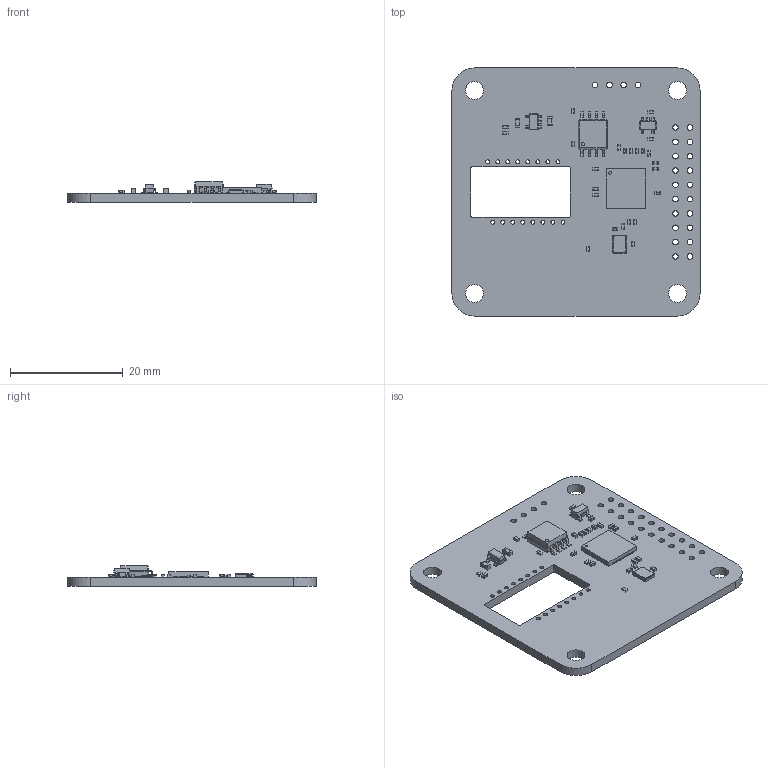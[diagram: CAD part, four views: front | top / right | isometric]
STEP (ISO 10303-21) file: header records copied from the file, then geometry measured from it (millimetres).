
FILE_DESCRIPTION(('KiCad electronic assembly'),'2;1');
FILE_NAME('Trackball.step','2021-10-07T01:37:01',('An Author'),( 'A Company'),'Open CASCADE STEP processor 6.9', 'KiCad to STEP converter','Unknown');
FILE_SCHEMA(('AUTOMOTIVE_DESIGN { 1 0 10303 214 1 1 1 1 }'));
Length unit declared in the file: millimetre
Products named in the file (16): Open CASCADE STEP translator 6.9 1; SOT-23-5; SOLID; C_0603_1608Metric; C_0402_1005Metric; R_0402_1005Metric; Crystal_SMD_3225-4Pin_3.2x2.5mm; QFN-56-1EP_7x7mm_P0.4mm_EP5.6x5.6mm; SOIC-8_5.275x5.275mm_P1.27mm; COMPOUND
Assembly tree (39 placements, depth 3):
  Open CASCADE STEP translator 6.9 1
    SOT-23-5  x2
      SOLID
    C_0603_1608Metric  x2
      SOLID
    C_0402_1005Metric  x17
      SOLID
    R_0402_1005Metric  x7
      SOLID
    Crystal_SMD_3225-4Pin_3.2x2.5mm
      SOLID
    QFN-56-1EP_7x7mm_P0.4mm_EP5.6x5.6mm
      SOLID
    SOIC-8_5.275x5.275mm_P1.27mm
      SOLID
    COMPOUND
Bounding box: 44 x 44 x 3.71 mm (x, y, z)
Volume: 2850.3 mm3; surface area: 4407 mm2
Topology: 32 solids, 32 shells, 1537 faces, 4118 edges, 2688 vertices
Faces by surface type: plane 960, cylinder 487, bspline 90
Full cylindrical faces by diameter (mm): 0.35 x9, 0.5 x1, 0.6 x1, 0.7 x16, 1 x24, 3.2 x4
Entity records: 60209 total; most frequent: CARTESIAN_POINT 10571, DIRECTION 8222, LINE 5584, VECTOR 5584, ORIENTED_EDGE 4418, PCURVE 4418, DEFINITIONAL_REPRESENTATION 4418, EDGE_CURVE 2209
